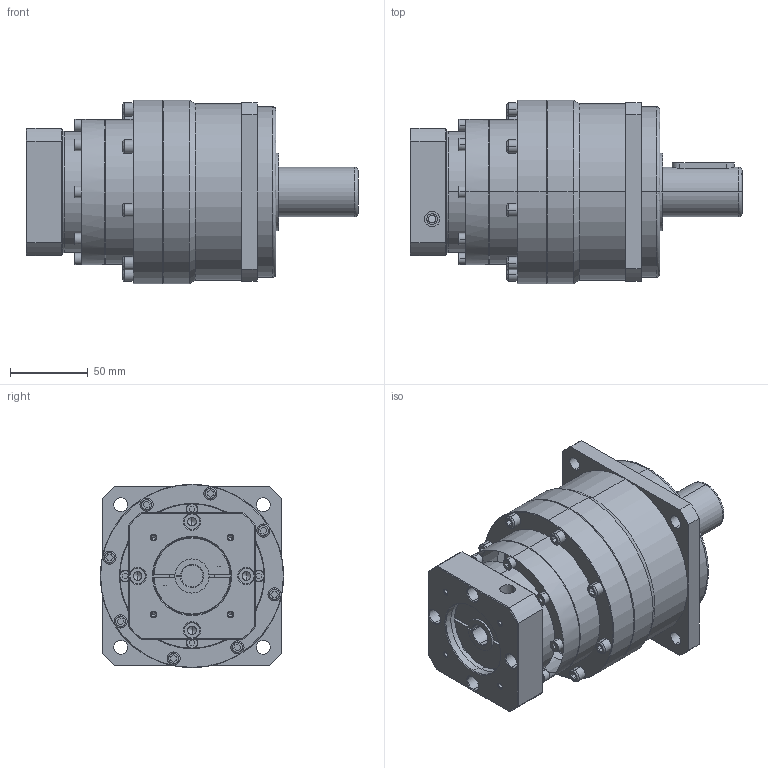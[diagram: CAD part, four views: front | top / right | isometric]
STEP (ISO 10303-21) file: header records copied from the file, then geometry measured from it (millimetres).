
FILE_DESCRIPTION (( 'STEP AP214' ), '1' );
FILE_NAME ('PB115-L2-14-50-70-M4-M5.STEP', '2022-02-19T05:28:34', ( 'admin' ), ( '' ), 'SwSTEP 2.0', 'SolidWorks 2013', '' );
FILE_SCHEMA (( 'AUTOMOTIVE_DESIGN' ));
Length unit declared in the file: millimetre
Products named in the file (5): PB115_X2_8F9351FA7AEF_X0_; PB115-L2-14-50-70-M4-M5; PB090-50-70M4; 19_X2_8F6C_X0_14_X2_5957_X0_; PB115-L2
Assembly tree (4 placements, depth 2):
  PB115-L2-14-50-70-M4-M5
    PB115_X2_8F9351FA7AEF_X0_
    PB115-L2
    19_X2_8F6C_X0_14_X2_5957_X0_
    PB090-50-70M4
Bounding box: 214 x 118.5 x 118.5 mm (x, y, z)
Volume: 1417337.2 mm3; surface area: 148454.5 mm2
Topology: 4 solids, 4 shells, 525 faces, 1288 edges, 798 vertices
Faces by surface type: plane 197, cylinder 188, cone 90, bspline 50
Entity records: 22389 total; most frequent: CARTESIAN_POINT 4227, DIRECTION 2617, ORIENTED_EDGE 2476, EDGE_CURVE 1238, AXIS2_PLACEMENT_3D 995, VERTEX_POINT 795, EDGE_LOOP 629, VECTOR 627
